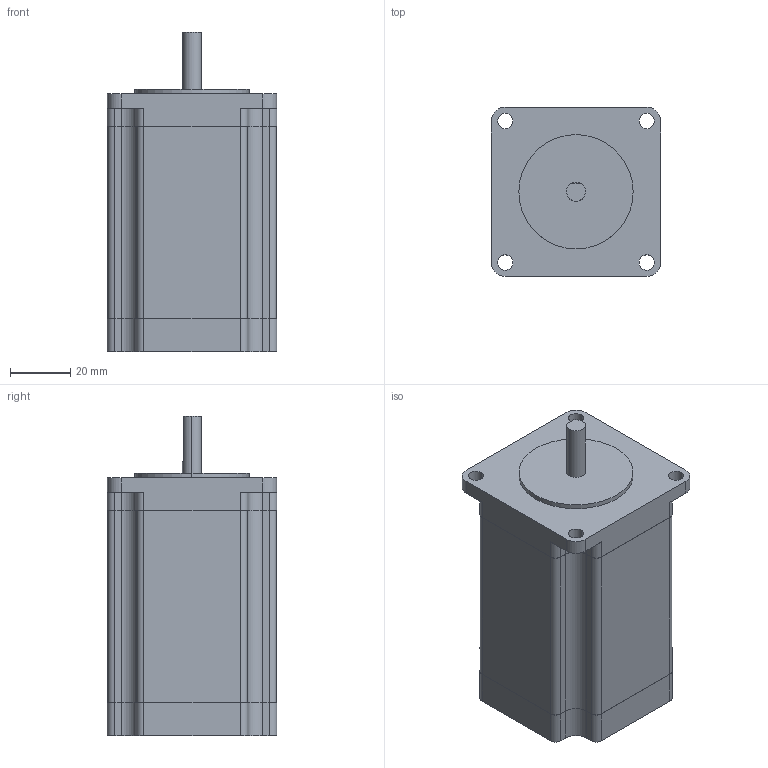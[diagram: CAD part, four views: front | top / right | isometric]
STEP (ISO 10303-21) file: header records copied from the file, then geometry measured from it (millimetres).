
FILE_DESCRIPTION (( 'STEP AP203' ), '1' );
FILE_NAME ('Nema 23 High Torque Stepper Motor.STEP', '2016-09-02T18:19:03', ( '' ), ( '' ), 'SwSTEP 2.0', 'SolidWorks 2014', '' );
FILE_SCHEMA (( 'CONFIG_CONTROL_DESIGN' ));
Length unit declared in the file: millimetre
Products named in the file (1): Nema 23 High Torque Stepper Motor
Bounding box: 56.4 x 56.4 x 106.6 mm (x, y, z)
Volume: 244910 mm3; surface area: 25008.5 mm2
Topology: 1 solids, 1 shells, 100 faces, 282 edges, 188 vertices
Faces by surface type: cylinder 52, plane 48
Entity records: 3365 total; most frequent: DIRECTION 590, CARTESIAN_POINT 571, ORIENTED_EDGE 564, EDGE_CURVE 282, AXIS2_PLACEMENT_3D 207, VERTEX_POINT 188, LINE 176, VECTOR 176
